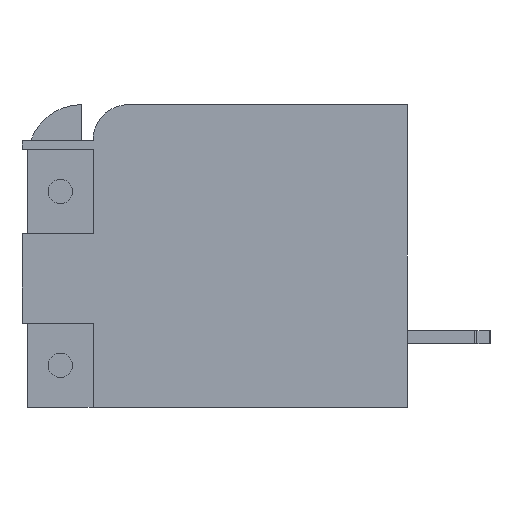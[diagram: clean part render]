
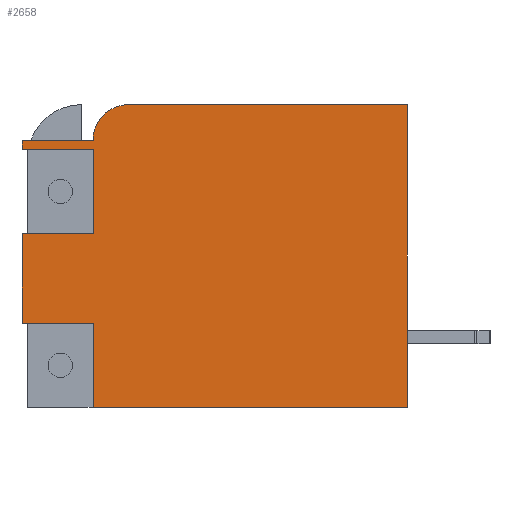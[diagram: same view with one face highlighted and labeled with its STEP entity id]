
A CAD part, left-side view. The second image highlights one B-rep face of the part: STEP entity #2658.
In plain terms, the highlighted planar face has unit normal (-1, 0, 0).
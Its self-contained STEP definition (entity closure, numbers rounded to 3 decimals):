
#50=CIRCLE('',#2825,1.9);
#126=FACE_OUTER_BOUND('',#266,.T.);
#266=EDGE_LOOP('',(#1874,#1875,#1876,#1877,#1878,#1879,#1880,#1881,#1882,
#1883,#1884,#1885,#1886));
#411=LINE('',#3737,#756);
#490=LINE('',#3889,#835);
#505=LINE('',#3921,#850);
#506=LINE('',#3923,#851);
#507=LINE('',#3925,#852);
#508=LINE('',#3927,#853);
#509=LINE('',#3929,#854);
#510=LINE('',#3931,#855);
#511=LINE('',#3933,#856);
#512=LINE('',#3935,#857);
#513=LINE('',#3936,#858);
#514=LINE('',#3937,#859);
#756=VECTOR('',#3009,16.8);
#835=VECTOR('',#3116,14.9);
#850=VECTOR('',#3139,0.03);
#851=VECTOR('',#3140,3.8);
#852=VECTOR('',#3141,0.47);
#853=VECTOR('',#3142,3.8);
#854=VECTOR('',#3143,4.5);
#855=VECTOR('',#3144,3.8);
#856=VECTOR('',#3145,4.8);
#857=VECTOR('',#3146,3.8);
#858=VECTOR('',#3147,4.5);
#859=VECTOR('',#3148,16.2);
#1101=VERTEX_POINT('',#3734);
#1102=VERTEX_POINT('',#3736);
#1160=VERTEX_POINT('',#3886);
#1161=VERTEX_POINT('',#3888);
#1172=VERTEX_POINT('',#3914);
#1174=VERTEX_POINT('',#3920);
#1175=VERTEX_POINT('',#3922);
#1176=VERTEX_POINT('',#3924);
#1177=VERTEX_POINT('',#3926);
#1178=VERTEX_POINT('',#3928);
#1179=VERTEX_POINT('',#3930);
#1180=VERTEX_POINT('',#3932);
#1181=VERTEX_POINT('',#3934);
#1357=EDGE_CURVE('',#1102,#1101,#411,.T.);
#1436=EDGE_CURVE('',#1160,#1161,#490,.T.);
#1450=EDGE_CURVE('',#1160,#1172,#50,.T.);
#1453=EDGE_CURVE('',#1172,#1174,#505,.T.);
#1454=EDGE_CURVE('',#1175,#1174,#506,.T.);
#1455=EDGE_CURVE('',#1176,#1175,#507,.T.);
#1456=EDGE_CURVE('',#1176,#1177,#508,.T.);
#1457=EDGE_CURVE('',#1178,#1177,#509,.T.);
#1458=EDGE_CURVE('',#1179,#1178,#510,.T.);
#1459=EDGE_CURVE('',#1180,#1179,#511,.T.);
#1460=EDGE_CURVE('',#1180,#1181,#512,.T.);
#1461=EDGE_CURVE('',#1102,#1181,#513,.T.);
#1462=EDGE_CURVE('',#1101,#1161,#514,.T.);
#1874=ORIENTED_EDGE('',*,*,#1450,.T.);
#1875=ORIENTED_EDGE('',*,*,#1453,.T.);
#1876=ORIENTED_EDGE('',*,*,#1454,.F.);
#1877=ORIENTED_EDGE('',*,*,#1455,.F.);
#1878=ORIENTED_EDGE('',*,*,#1456,.T.);
#1879=ORIENTED_EDGE('',*,*,#1457,.F.);
#1880=ORIENTED_EDGE('',*,*,#1458,.F.);
#1881=ORIENTED_EDGE('',*,*,#1459,.F.);
#1882=ORIENTED_EDGE('',*,*,#1460,.T.);
#1883=ORIENTED_EDGE('',*,*,#1461,.F.);
#1884=ORIENTED_EDGE('',*,*,#1357,.T.);
#1885=ORIENTED_EDGE('',*,*,#1462,.T.);
#1886=ORIENTED_EDGE('',*,*,#1436,.F.);
#2537=PLANE('',#2827);
#2658=ADVANCED_FACE('',(#126),#2537,.T.);
#2825=AXIS2_PLACEMENT_3D('',#3915,#3132,#3133);
#2827=AXIS2_PLACEMENT_3D('',#3919,#3137,#3138);
#3009=DIRECTION('',(0.,-1.,0.));
#3116=DIRECTION('',(0.,-1.,0.));
#3132=DIRECTION('center_axis',(-1.,0.,0.));
#3133=DIRECTION('ref_axis',(0.,0.,1.));
#3137=DIRECTION('center_axis',(-1.,0.,0.));
#3138=DIRECTION('ref_axis',(0.,-1.,0.));
#3139=DIRECTION('',(0.,0.,-1.));
#3140=DIRECTION('',(0.,-1.,0.));
#3141=DIRECTION('',(0.,0.,1.));
#3142=DIRECTION('',(0.,-1.,0.));
#3143=DIRECTION('',(0.,0.,1.));
#3144=DIRECTION('',(0.,-1.,0.));
#3145=DIRECTION('',(0.,0.,1.));
#3146=DIRECTION('',(0.,-1.,0.));
#3147=DIRECTION('',(0.,0.,1.));
#3148=DIRECTION('',(0.,0.,1.));
#3734=CARTESIAN_POINT('',(-10.3,-10.3,-8.1));
#3736=CARTESIAN_POINT('',(-10.3,6.5,-8.1));
#3737=CARTESIAN_POINT('',(-10.3,6.5,-8.1));
#3886=CARTESIAN_POINT('',(-10.3,4.6,8.1));
#3888=CARTESIAN_POINT('',(-10.3,-10.3,8.1));
#3889=CARTESIAN_POINT('',(-10.3,4.6,8.1));
#3914=CARTESIAN_POINT('',(-10.3,6.5,6.2));
#3915=CARTESIAN_POINT('Origin',(-10.3,4.6,6.2));
#3919=CARTESIAN_POINT('Origin',(-10.3,10.3,-8.1));
#3920=CARTESIAN_POINT('',(-10.3,6.5,6.17));
#3921=CARTESIAN_POINT('',(-10.3,6.5,6.2));
#3922=CARTESIAN_POINT('',(-10.3,10.3,6.17));
#3923=CARTESIAN_POINT('',(-10.3,10.3,6.17));
#3924=CARTESIAN_POINT('',(-10.3,10.3,5.7));
#3925=CARTESIAN_POINT('',(-10.3,10.3,5.7));
#3926=CARTESIAN_POINT('',(-10.3,6.5,5.7));
#3927=CARTESIAN_POINT('',(-10.3,10.3,5.7));
#3928=CARTESIAN_POINT('',(-10.3,6.5,1.2));
#3929=CARTESIAN_POINT('',(-10.3,6.5,1.2));
#3930=CARTESIAN_POINT('',(-10.3,10.3,1.2));
#3931=CARTESIAN_POINT('',(-10.3,10.3,1.2));
#3932=CARTESIAN_POINT('',(-10.3,10.3,-3.6));
#3933=CARTESIAN_POINT('',(-10.3,10.3,-3.6));
#3934=CARTESIAN_POINT('',(-10.3,6.5,-3.6));
#3935=CARTESIAN_POINT('',(-10.3,10.3,-3.6));
#3936=CARTESIAN_POINT('',(-10.3,6.5,-8.1));
#3937=CARTESIAN_POINT('',(-10.3,-10.3,-8.1));
